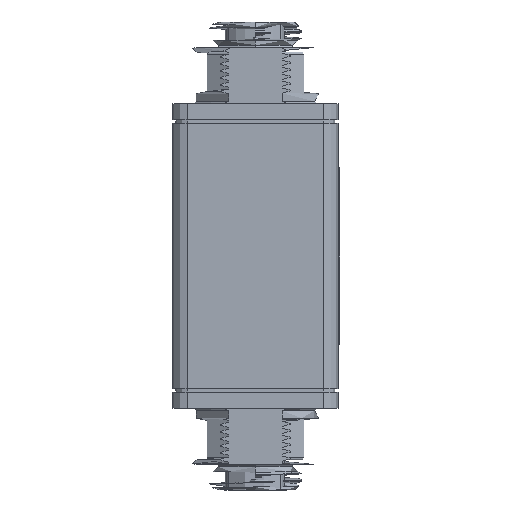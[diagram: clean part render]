
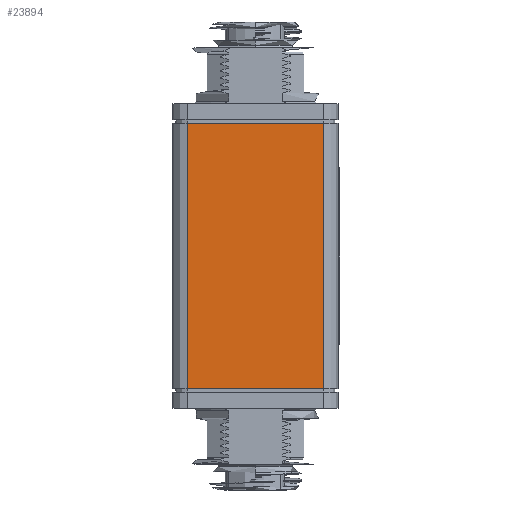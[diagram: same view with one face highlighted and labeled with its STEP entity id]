
A CAD part, left-side view. The second image highlights one B-rep face of the part: STEP entity #23894.
In plain terms, the highlighted planar face has unit normal (-1, 0, 0).
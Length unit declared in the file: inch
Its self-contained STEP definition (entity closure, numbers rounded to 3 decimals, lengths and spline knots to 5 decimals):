
#690 = VERTEX_POINT ( 'NONE', #34600 ) ;
#7577 = VECTOR ( 'NONE', #158914, 39.37008 ) ;
#23047 = CARTESIAN_POINT ( 'NONE',  ( 0., 1.285, 1.125 ) ) ;
#23894 = ADVANCED_FACE ( 'NONE', ( #62029 ), #100894, .F. ) ;
#26133 = LINE ( 'NONE', #131961, #62317 ) ;
#34600 = CARTESIAN_POINT ( 'NONE',  ( 0., 0.125, 1.125 ) ) ;
#38814 = CARTESIAN_POINT ( 'NONE',  ( 0., 1.285, 1.125 ) ) ;
#38941 = LINE ( 'NONE', #23047, #79042 ) ;
#41577 = DIRECTION ( 'NONE',  ( 0., 0., -1. ) ) ;
#45410 = CARTESIAN_POINT ( 'NONE',  ( 0., 0., -1.125 ) ) ;
#47165 = EDGE_CURVE ( 'NONE', #122139, #147312, #72703, .T. ) ;
#48626 = VECTOR ( 'NONE', #80319, 39.37008 ) ;
#48726 = ORIENTED_EDGE ( 'NONE', *, *, #147774, .T. ) ;
#51106 = ORIENTED_EDGE ( 'NONE', *, *, #63208, .T. ) ;
#55189 = CARTESIAN_POINT ( 'NONE',  ( 0., 0.125, 1.125 ) ) ;
#62029 = FACE_OUTER_BOUND ( 'NONE', #82350, .T. ) ;
#62317 = VECTOR ( 'NONE', #81650, 39.37008 ) ;
#63208 = EDGE_CURVE ( 'NONE', #147312, #690, #127098, .T. ) ;
#72703 = LINE ( 'NONE', #45410, #7577 ) ;
#79042 = VECTOR ( 'NONE', #106513, 39.37008 ) ;
#80319 = DIRECTION ( 'NONE',  ( 0., 0., 1. ) ) ;
#81650 = DIRECTION ( 'NONE',  ( 0., -1., 0. ) ) ;
#82350 = EDGE_LOOP ( 'NONE', ( #97575, #48726, #87545, #51106 ) ) ;
#87545 = ORIENTED_EDGE ( 'NONE', *, *, #47165, .T. ) ;
#89656 = DIRECTION ( 'NONE',  ( 1., 0., 0. ) ) ;
#91900 = CARTESIAN_POINT ( 'NONE',  ( 0., 0.125, -1.125 ) ) ;
#97575 = ORIENTED_EDGE ( 'NONE', *, *, #113684, .F. ) ;
#99883 = VERTEX_POINT ( 'NONE', #38814 ) ;
#100894 = PLANE ( 'NONE',  #153493 ) ;
#106513 = DIRECTION ( 'NONE',  ( 0., 0., -1. ) ) ;
#113684 = EDGE_CURVE ( 'NONE', #99883, #690, #26133, .T. ) ;
#122139 = VERTEX_POINT ( 'NONE', #131079 ) ;
#127098 = LINE ( 'NONE', #55189, #48626 ) ;
#127679 = CARTESIAN_POINT ( 'NONE',  ( 0., 0., 1.125 ) ) ;
#131079 = CARTESIAN_POINT ( 'NONE',  ( 0., 1.285, -1.125 ) ) ;
#131961 = CARTESIAN_POINT ( 'NONE',  ( 0., 0., 1.125 ) ) ;
#147312 = VERTEX_POINT ( 'NONE', #91900 ) ;
#147774 = EDGE_CURVE ( 'NONE', #99883, #122139, #38941, .T. ) ;
#153493 = AXIS2_PLACEMENT_3D ( 'NONE', #127679, #89656, #41577 ) ;
#158914 = DIRECTION ( 'NONE',  ( 0., -1., 0. ) ) ;
